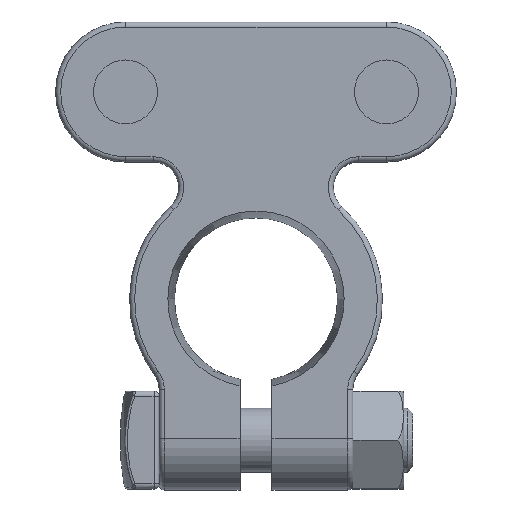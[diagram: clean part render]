
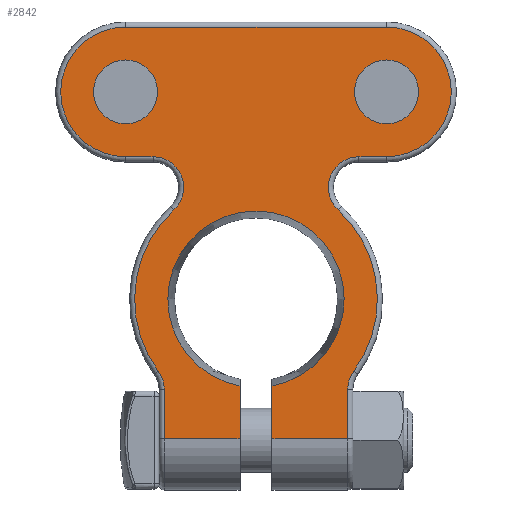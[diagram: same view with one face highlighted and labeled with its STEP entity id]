
A CAD part, top view. The second image highlights one B-rep face of the part: STEP entity #2842.
In plain terms, the highlighted planar face has unit normal (0, 0, 1).
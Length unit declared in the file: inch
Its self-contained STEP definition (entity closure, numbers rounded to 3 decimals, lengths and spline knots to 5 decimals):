
#256=FACE_BOUND($,#898,.T.);
#257=FACE_BOUND($,#899,.T.);
#293=LINE($,#4465,#471);
#294=LINE($,#4467,#472);
#295=LINE($,#4469,#473);
#296=LINE($,#4477,#474);
#297=LINE($,#4481,#475);
#298=LINE($,#4485,#476);
#299=LINE($,#4493,#477);
#300=LINE($,#4495,#478);
#301=LINE($,#4496,#479);
#471=VECTOR($,#3471,0.20685);
#472=VECTOR($,#3472,0.29661);
#473=VECTOR($,#3473,0.19333);
#474=VECTOR($,#3480,0.10773);
#475=VECTOR($,#3483,1.02152);
#476=VECTOR($,#3486,0.10773);
#477=VECTOR($,#3493,0.19333);
#478=VECTOR($,#3494,0.29661);
#479=VECTOR($,#3495,0.20685);
#649=PLANE($,#3060);
#700=FACE_OUTER_BOUND($,#897,.T.);
#897=EDGE_LOOP($,(#2013,#2014,#2015,#2016,#2017,#2018,#2019,#2020,#2021,
#2022,#2023,#2024,#2025,#2026,#2027,#2028,#2029,#2030));
#898=EDGE_LOOP($,(#2031));
#899=EDGE_LOOP($,(#2032));
#1131=CIRCLE($,#3059,0.345);
#1132=CIRCLE($,#3061,0.12);
#1133=CIRCLE($,#3062,0.475);
#1134=CIRCLE($,#3063,0.12);
#1135=CIRCLE($,#3064,0.25368);
#1136=CIRCLE($,#3065,0.25368);
#1137=CIRCLE($,#3066,0.12);
#1138=CIRCLE($,#3067,0.475);
#1139=CIRCLE($,#3068,0.12);
#1140=CIRCLE($,#3069,0.125);
#1141=CIRCLE($,#3070,0.125);
#1354=VERTEX_POINT($,#4452);
#1356=VERTEX_POINT($,#4458);
#1357=VERTEX_POINT($,#4464);
#1358=VERTEX_POINT($,#4466);
#1359=VERTEX_POINT($,#4468);
#1360=VERTEX_POINT($,#4470);
#1361=VERTEX_POINT($,#4472);
#1362=VERTEX_POINT($,#4474);
#1363=VERTEX_POINT($,#4476);
#1364=VERTEX_POINT($,#4478);
#1365=VERTEX_POINT($,#4480);
#1366=VERTEX_POINT($,#4482);
#1367=VERTEX_POINT($,#4484);
#1368=VERTEX_POINT($,#4486);
#1369=VERTEX_POINT($,#4488);
#1370=VERTEX_POINT($,#4490);
#1371=VERTEX_POINT($,#4492);
#1372=VERTEX_POINT($,#4494);
#1373=VERTEX_POINT($,#4497);
#1374=VERTEX_POINT($,#4499);
#1597=EDGE_CURVE($,#1354,#1356,#1131,.T.);
#1598=EDGE_CURVE($,#1357,#1356,#293,.T.);
#1599=EDGE_CURVE($,#1358,#1357,#294,.T.);
#1600=EDGE_CURVE($,#1359,#1358,#295,.T.);
#1601=EDGE_CURVE($,#1360,#1359,#1132,.T.);
#1602=EDGE_CURVE($,#1361,#1360,#1133,.T.);
#1603=EDGE_CURVE($,#1362,#1361,#1134,.T.);
#1604=EDGE_CURVE($,#1363,#1362,#296,.T.);
#1605=EDGE_CURVE($,#1364,#1363,#1135,.T.);
#1606=EDGE_CURVE($,#1365,#1364,#297,.T.);
#1607=EDGE_CURVE($,#1366,#1365,#1136,.T.);
#1608=EDGE_CURVE($,#1367,#1366,#298,.T.);
#1609=EDGE_CURVE($,#1368,#1367,#1137,.T.);
#1610=EDGE_CURVE($,#1369,#1368,#1138,.T.);
#1611=EDGE_CURVE($,#1370,#1369,#1139,.T.);
#1612=EDGE_CURVE($,#1371,#1370,#299,.T.);
#1613=EDGE_CURVE($,#1372,#1371,#300,.T.);
#1614=EDGE_CURVE($,#1354,#1372,#301,.T.);
#1615=EDGE_CURVE($,#1373,#1373,#1140,.T.);
#1616=EDGE_CURVE($,#1374,#1374,#1141,.T.);
#2013=ORIENTED_EDGE($,*,*,#1597,.T.);
#2014=ORIENTED_EDGE($,*,*,#1598,.F.);
#2015=ORIENTED_EDGE($,*,*,#1599,.F.);
#2016=ORIENTED_EDGE($,*,*,#1600,.F.);
#2017=ORIENTED_EDGE($,*,*,#1601,.F.);
#2018=ORIENTED_EDGE($,*,*,#1602,.F.);
#2019=ORIENTED_EDGE($,*,*,#1603,.F.);
#2020=ORIENTED_EDGE($,*,*,#1604,.F.);
#2021=ORIENTED_EDGE($,*,*,#1605,.F.);
#2022=ORIENTED_EDGE($,*,*,#1606,.F.);
#2023=ORIENTED_EDGE($,*,*,#1607,.F.);
#2024=ORIENTED_EDGE($,*,*,#1608,.F.);
#2025=ORIENTED_EDGE($,*,*,#1609,.F.);
#2026=ORIENTED_EDGE($,*,*,#1610,.F.);
#2027=ORIENTED_EDGE($,*,*,#1611,.F.);
#2028=ORIENTED_EDGE($,*,*,#1612,.F.);
#2029=ORIENTED_EDGE($,*,*,#1613,.F.);
#2030=ORIENTED_EDGE($,*,*,#1614,.F.);
#2031=ORIENTED_EDGE($,*,*,#1615,.T.);
#2032=ORIENTED_EDGE($,*,*,#1616,.T.);
#2842=ADVANCED_FACE($,(#700,#256,#257),#649,.T.);
#3059=AXIS2_PLACEMENT_3D($,#4462,#3467,#3468);
#3060=AXIS2_PLACEMENT_3D($,#4463,#3469,#3470);
#3061=AXIS2_PLACEMENT_3D($,#4471,#3474,#3475);
#3062=AXIS2_PLACEMENT_3D($,#4473,#3476,#3477);
#3063=AXIS2_PLACEMENT_3D($,#4475,#3478,#3479);
#3064=AXIS2_PLACEMENT_3D($,#4479,#3481,#3482);
#3065=AXIS2_PLACEMENT_3D($,#4483,#3484,#3485);
#3066=AXIS2_PLACEMENT_3D($,#4487,#3487,#3488);
#3067=AXIS2_PLACEMENT_3D($,#4489,#3489,#3490);
#3068=AXIS2_PLACEMENT_3D($,#4491,#3491,#3492);
#3069=AXIS2_PLACEMENT_3D($,#4498,#3496,#3497);
#3070=AXIS2_PLACEMENT_3D($,#4500,#3498,#3499);
#3467=DIRECTION('center_axis',(0.,0.,-1.));
#3468=DIRECTION('ref_axis',(-1.,0.,0.));
#3469=DIRECTION('center_axis',(0.,0.,1.));
#3470=DIRECTION('ref_axis',(1.,0.,0.));
#3471=DIRECTION($,(0.,1.,0.));
#3472=DIRECTION($,(-1.,0.,0.));
#3473=DIRECTION($,(0.,-1.,0.));
#3474=DIRECTION('center_axis',(0.,0.,1.));
#3475=DIRECTION('ref_axis',(-0.95,0.312,0.));
#3476=DIRECTION('center_axis',(0.,0.,-1.));
#3477=DIRECTION('ref_axis',(0.995,0.096,0.));
#3478=DIRECTION('center_axis',(0.,0.,1.));
#3479=DIRECTION('ref_axis',(-0.932,0.364,0.));
#3480=DIRECTION($,(-1.,0.,0.));
#3481=DIRECTION('center_axis',(0.,0.,-1.));
#3482=DIRECTION('ref_axis',(1.,0.,0.));
#3483=DIRECTION($,(1.,0.,0.));
#3484=DIRECTION('center_axis',(0.,0.,-1.));
#3485=DIRECTION('ref_axis',(-1.,0.,0.));
#3486=DIRECTION($,(-1.,0.,0.));
#3487=DIRECTION('center_axis',(0.,0.,1.));
#3488=DIRECTION('ref_axis',(0.932,0.364,0.));
#3489=DIRECTION('center_axis',(0.,0.,-1.));
#3490=DIRECTION('ref_axis',(-0.995,0.096,0.));
#3491=DIRECTION('center_axis',(0.,0.,1.));
#3492=DIRECTION('ref_axis',(0.95,0.312,0.));
#3493=DIRECTION($,(0.,1.,0.));
#3494=DIRECTION($,(-1.,0.,0.));
#3495=DIRECTION($,(0.,-1.,0.));
#3496=DIRECTION('center_axis',(0.,0.,-1.));
#3497=DIRECTION('ref_axis',(-1.,0.,0.));
#3498=DIRECTION('center_axis',(0.,0.,-1.));
#3499=DIRECTION('ref_axis',(-1.,0.,0.));
#4452=CARTESIAN_POINT('',(0.2825,-0.33929,0.));
#4458=CARTESIAN_POINT('',(0.4075,-0.33929,0.));
#4462=CARTESIAN_POINT('Origin',(0.345,0.,0.));
#4463=CARTESIAN_POINT('Origin',(0.345,0.14494,0.));
#4464=CARTESIAN_POINT('',(0.4075,-0.54614,0.));
#4465=CARTESIAN_POINT($,(0.4075,-0.49104,0.));
#4466=CARTESIAN_POINT('',(0.70411,-0.54614,0.));
#4467=CARTESIAN_POINT($,(0.53456,-0.54614,0.));
#4468=CARTESIAN_POINT('',(0.70411,-0.35281,0.));
#4469=CARTESIAN_POINT($,(0.70411,-0.08666,0.));
#4470=CARTESIAN_POINT('',(0.72749,-0.28165,0.));
#4471=CARTESIAN_POINT('Origin',(0.82411,-0.35281,0.));
#4472=CARTESIAN_POINT('',(0.66674,0.34944,0.));
#4473=CARTESIAN_POINT('Origin',(0.345,0.,0.));
#4474=CARTESIAN_POINT('',(0.74803,0.55772,0.));
#4475=CARTESIAN_POINT('Origin',(0.74803,0.43772,0.));
#4476=CARTESIAN_POINT('',(0.85576,0.55772,0.));
#4477=CARTESIAN_POINT($,(0.60038,0.55772,0.));
#4478=CARTESIAN_POINT('',(0.85576,1.06508,0.));
#4479=CARTESIAN_POINT('Origin',(0.85576,0.8114,0.));
#4480=CARTESIAN_POINT('',(-0.16576,1.06508,0.));
#4481=CARTESIAN_POINT($,(0.08962,1.06508,0.));
#4482=CARTESIAN_POINT('',(-0.16576,0.55772,0.));
#4483=CARTESIAN_POINT('Origin',(-0.16576,0.8114,0.));
#4484=CARTESIAN_POINT('',(-0.05803,0.55772,0.));
#4485=CARTESIAN_POINT($,(0.14349,0.55772,0.));
#4486=CARTESIAN_POINT('',(0.02326,0.34944,0.));
#4487=CARTESIAN_POINT('Origin',(-0.05803,0.43772,0.));
#4488=CARTESIAN_POINT('',(-0.03749,-0.28165,0.));
#4489=CARTESIAN_POINT('Origin',(0.345,0.,0.));
#4490=CARTESIAN_POINT('',(-0.01411,-0.35281,0.));
#4491=CARTESIAN_POINT('Origin',(-0.13411,-0.35281,0.));
#4492=CARTESIAN_POINT('',(-0.01411,-0.54614,0.));
#4493=CARTESIAN_POINT($,(-0.01411,-0.3006,0.));
#4494=CARTESIAN_POINT('',(0.2825,-0.54614,0.));
#4495=CARTESIAN_POINT($,(0.31375,-0.54614,0.));
#4496=CARTESIAN_POINT($,(0.2825,-0.1484,0.));
#4497=CARTESIAN_POINT('',(-0.04076,0.8114,0.));
#4498=CARTESIAN_POINT('Origin',(-0.16576,0.8114,0.));
#4499=CARTESIAN_POINT('',(0.98076,0.8114,0.));
#4500=CARTESIAN_POINT('Origin',(0.85576,0.8114,0.));
